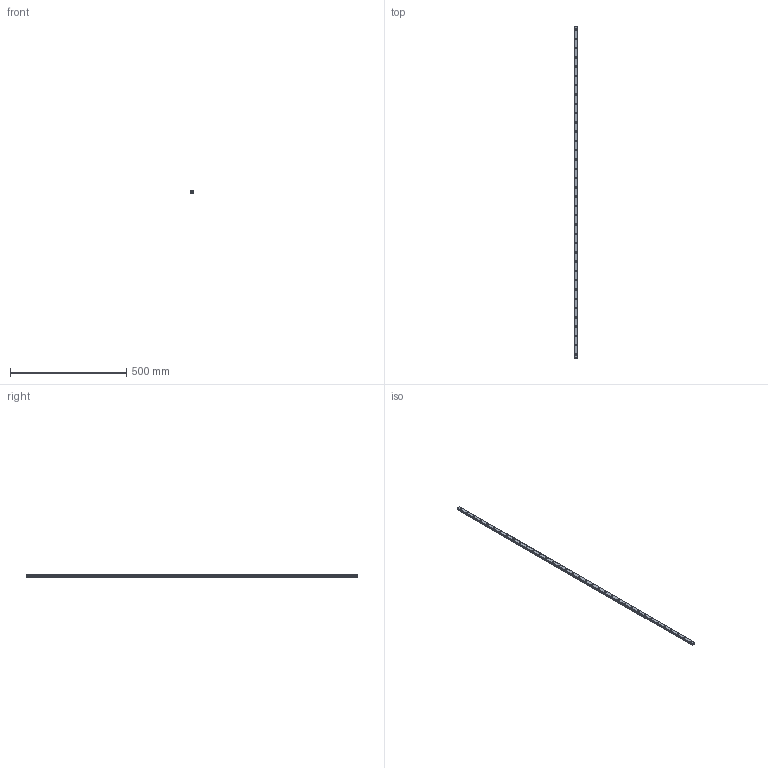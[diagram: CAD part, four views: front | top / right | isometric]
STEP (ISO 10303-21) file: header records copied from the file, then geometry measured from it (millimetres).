
FILE_DESCRIPTION(('STEP AP214'),'1');
FILE_NAME('cctmp_49706C47-C9A4-45AF-A1ED-78A80875E1E4_2021_02_19_12_52_22_0206..stp','2021-02-19T11:52:22',('HIWIN GmbH'),('CADClick - www.CADClick.com'),'Spatial InterOp 3D',' ','unknown authorization');
FILE_SCHEMA(('AUTOMOTIVE_DESIGN'));
Length unit declared in the file: millimetre
Products named in the file (1): MGNR15R1430CM_FILE
Bounding box: 15 x 1430 x 10 mm (x, y, z)
Volume: 198629.7 mm3; surface area: 84772.4 mm2
Topology: 1 solids, 1 shells, 419 faces, 915 edges, 610 vertices
Faces by surface type: cylinder 232, plane 187
Entity records: 15049 total; most frequent: DIRECTION 2219, CARTESIAN_POINT 1945, ORIENTED_EDGE 1830, EDGE_CURVE 915, AXIS2_PLACEMENT_3D 884, VERTEX_POINT 610, EDGE_LOOP 531, CIRCLE 464
